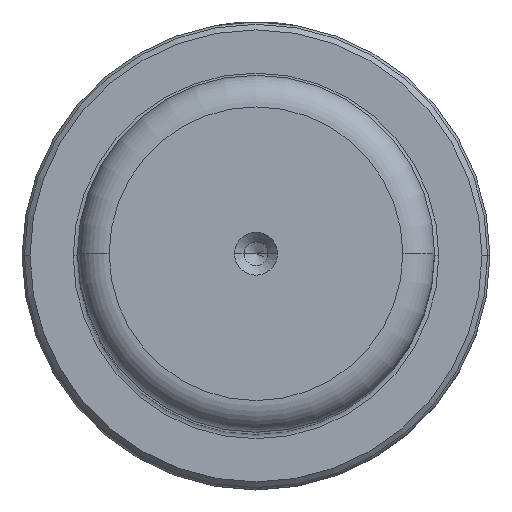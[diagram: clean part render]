
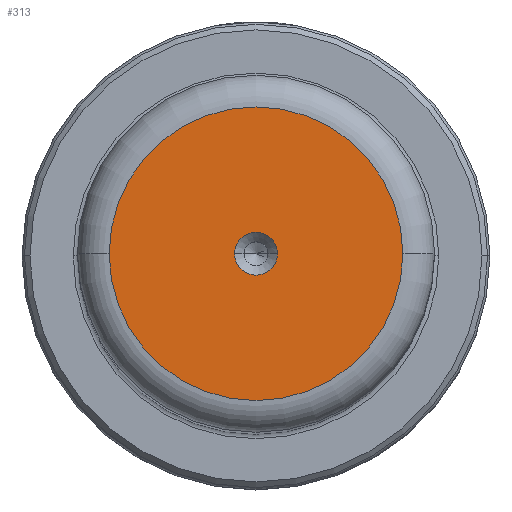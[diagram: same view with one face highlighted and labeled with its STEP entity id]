
A CAD part, top view. The second image highlights one B-rep face of the part: STEP entity #313.
In plain terms, the highlighted planar face has unit normal (0, 0, 1).
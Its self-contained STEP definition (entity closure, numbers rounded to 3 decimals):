
#35 = CARTESIAN_POINT ( 'NONE',  ( -2.7, 0., 202. ) ) ;
#71 = CIRCLE ( 'NONE', #1786, 2.7 ) ;
#131 = AXIS2_PLACEMENT_3D ( 'NONE', #2153, #3292, #1670 ) ;
#157 = CIRCLE ( 'NONE', #3069, 2.7 ) ;
#209 = EDGE_LOOP ( 'NONE', ( #3117, #453 ) ) ;
#299 = FACE_BOUND ( 'NONE', #209, .T. ) ;
#313 = ADVANCED_FACE ( 'NONE', ( #299, #3280 ), #3008, .T. ) ;
#326 = CARTESIAN_POINT ( 'NONE',  ( 18.514, 0., 202. ) ) ;
#350 = DIRECTION ( 'NONE',  ( 1., 0., 0. ) ) ;
#453 = ORIENTED_EDGE ( 'NONE', *, *, #1621, .F. ) ;
#574 = CIRCLE ( 'NONE', #131, 18.514 ) ;
#651 = AXIS2_PLACEMENT_3D ( 'NONE', #2968, #1366, #3243 ) ;
#791 = CARTESIAN_POINT ( 'NONE',  ( 0., 0., 202. ) ) ;
#1089 = DIRECTION ( 'NONE',  ( 1., 0., 0. ) ) ;
#1164 = CARTESIAN_POINT ( 'NONE',  ( 0., 0., 202. ) ) ;
#1338 = CIRCLE ( 'NONE', #2676, 18.514 ) ;
#1366 = DIRECTION ( 'NONE',  ( 0., 0., 1. ) ) ;
#1412 = DIRECTION ( 'NONE',  ( 0., 0., 1. ) ) ;
#1621 = EDGE_CURVE ( 'NONE', #2000, #1961, #157, .T. ) ;
#1670 = DIRECTION ( 'NONE',  ( 1., 0., 0. ) ) ;
#1676 = DIRECTION ( 'NONE',  ( 0., 0., 1. ) ) ;
#1786 = AXIS2_PLACEMENT_3D ( 'NONE', #791, #1412, #1089 ) ;
#1836 = CARTESIAN_POINT ( 'NONE',  ( 0., 0., 202. ) ) ;
#1865 = EDGE_CURVE ( 'NONE', #2860, #2954, #1338, .T. ) ;
#1959 = DIRECTION ( 'NONE',  ( 1., 0., 0. ) ) ;
#1961 = VERTEX_POINT ( 'NONE', #1973 ) ;
#1968 = CARTESIAN_POINT ( 'NONE',  ( -18.514, 0., 202. ) ) ;
#1973 = CARTESIAN_POINT ( 'NONE',  ( 2.7, 0., 202. ) ) ;
#2000 = VERTEX_POINT ( 'NONE', #35 ) ;
#2153 = CARTESIAN_POINT ( 'NONE',  ( 0., 0., 202. ) ) ;
#2171 = EDGE_LOOP ( 'NONE', ( #3271, #2750 ) ) ;
#2576 = EDGE_CURVE ( 'NONE', #1961, #2000, #71, .T. ) ;
#2676 = AXIS2_PLACEMENT_3D ( 'NONE', #1164, #1676, #350 ) ;
#2750 = ORIENTED_EDGE ( 'NONE', *, *, #1865, .T. ) ;
#2860 = VERTEX_POINT ( 'NONE', #1968 ) ;
#2917 = EDGE_CURVE ( 'NONE', #2954, #2860, #574, .T. ) ;
#2954 = VERTEX_POINT ( 'NONE', #326 ) ;
#2968 = CARTESIAN_POINT ( 'NONE',  ( 0., 0., 202. ) ) ;
#3008 = PLANE ( 'NONE',  #651 ) ;
#3069 = AXIS2_PLACEMENT_3D ( 'NONE', #1836, #3282, #1959 ) ;
#3117 = ORIENTED_EDGE ( 'NONE', *, *, #2576, .F. ) ;
#3243 = DIRECTION ( 'NONE',  ( 1., 0., 0. ) ) ;
#3271 = ORIENTED_EDGE ( 'NONE', *, *, #2917, .T. ) ;
#3280 = FACE_OUTER_BOUND ( 'NONE', #2171, .T. ) ;
#3282 = DIRECTION ( 'NONE',  ( 0., 0., 1. ) ) ;
#3292 = DIRECTION ( 'NONE',  ( 0., 0., 1. ) ) ;
